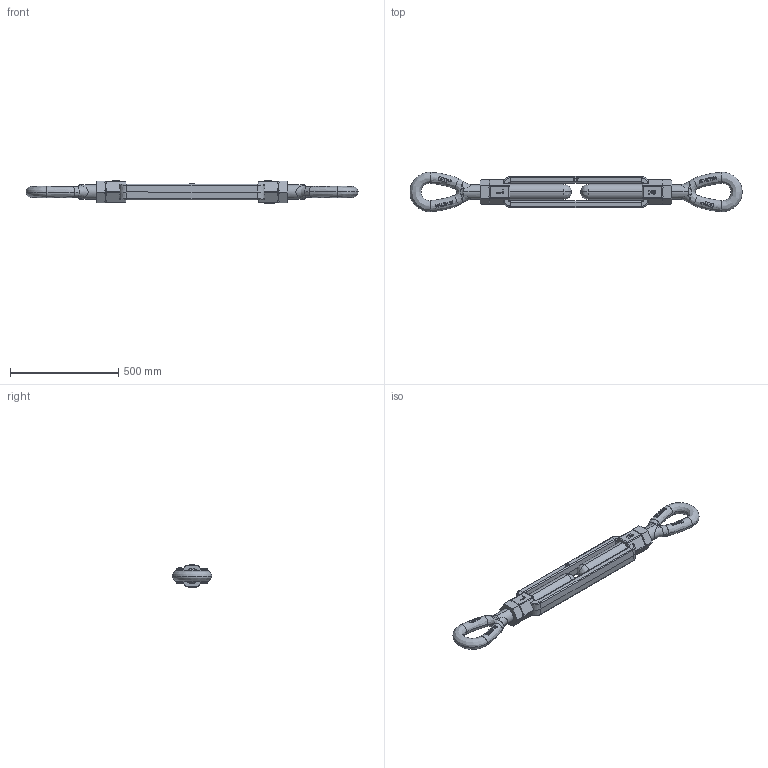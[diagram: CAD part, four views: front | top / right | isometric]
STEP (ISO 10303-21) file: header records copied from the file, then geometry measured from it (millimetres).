
FILE_DESCRIPTION(('STEP AP214'),'1');
FILE_NAME('ssgpoo6424.stp','2017-03-31T06:39:34',('TraceParts'),('TraceParts S.A.'),'Spatial InterOp 3D',' ',' ');
FILE_SCHEMA(('automotive_design'));
Length unit declared in the file: millimetre
Products named in the file (8): ssgpoo6424_1; ssgpoo6424_2; ssgpoo6424_3; ssgpoo6424_4; ssgpoo6424_5; ssgpoo6424_6; ssgpoo6424_7; ssgpoo6424_8
Bounding box: 1531.32 x 181.58 x 103 mm (x, y, z)
Volume: 10098501.5 mm3; surface area: 832540.2 mm2
Topology: 8 solids, 8 shells, 603 faces, 1602 edges, 1006 vertices
Faces by surface type: plane 264, bspline 172, cylinder 123, cone 44
Entity records: 34493 total; most frequent: CARTESIAN_POINT 16555, ORIENTED_EDGE 3132, DIRECTION 1984, EDGE_CURVE 1566, VERTEX_POINT 1006, B_SPLINE_CURVE_WITH_KNOTS 683, AXIS2_PLACEMENT_3D 679, EDGE_LOOP 642
